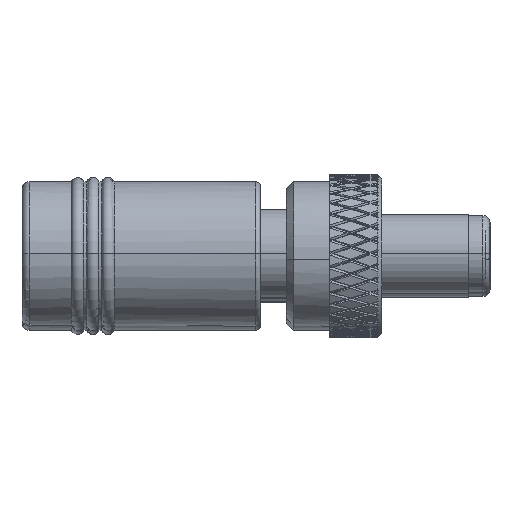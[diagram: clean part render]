
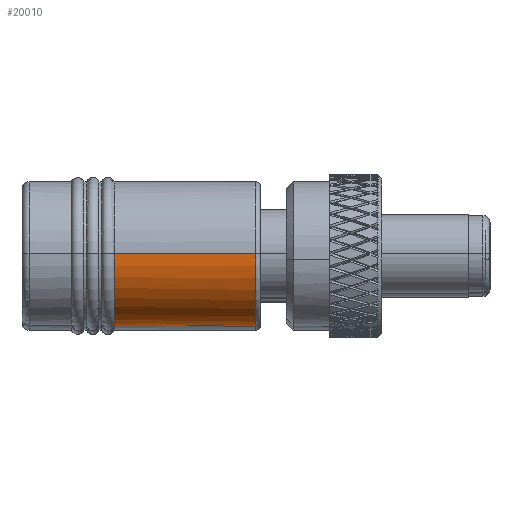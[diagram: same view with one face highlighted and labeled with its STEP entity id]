
A CAD part, top view. The second image highlights one B-rep face of the part: STEP entity #20010.
In plain terms, the highlighted cylindrical face has radius 5 mm (diameter 10 mm), a partial arc.
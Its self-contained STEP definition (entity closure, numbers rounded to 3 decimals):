
#441 = ORIENTED_EDGE ( 'NONE', *, *, #47270, .F. ) ;
#942 = CARTESIAN_POINT ( 'NONE',  ( 6.92, 3.323, 3.747 ) ) ;
#983 = VECTOR ( 'NONE', #27364, 1000. ) ;
#2263 = VERTEX_POINT ( 'NONE', #58600 ) ;
#3071 = DIRECTION ( 'NONE',  ( 1., 0., 0. ) ) ;
#3893 = ORIENTED_EDGE ( 'NONE', *, *, #35347, .T. ) ;
#8835 = VERTEX_POINT ( 'NONE', #45191 ) ;
#10283 = CYLINDRICAL_SURFACE ( 'NONE', #25288, 5. ) ;
#12366 = AXIS2_PLACEMENT_3D ( 'NONE', #40912, #50627, #50420 ) ;
#13707 = DIRECTION ( 'NONE',  ( 1., 0., 0. ) ) ;
#14505 = CARTESIAN_POINT ( 'NONE',  ( 8.372, 1.052, 4.891 ) ) ;
#14711 = CARTESIAN_POINT ( 'NONE',  ( 7.98, 2.045, 4.566 ) ) ;
#16074 = FACE_OUTER_BOUND ( 'NONE', #24780, .T. ) ;
#18116 = CARTESIAN_POINT ( 'NONE',  ( 16.5, 0., 5. ) ) ;
#18932 = ORIENTED_EDGE ( 'NONE', *, *, #26777, .T. ) ;
#19166 = CARTESIAN_POINT ( 'NONE',  ( 8.447, 0.694, 4.955 ) ) ;
#19361 = CARTESIAN_POINT ( 'NONE',  ( 8.323, 1.226, 4.851 ) ) ;
#20010 = ADVANCED_FACE ( 'NONE', ( #16074 ), #10283, .T. ) ;
#20244 = VERTEX_POINT ( 'NONE', #42641 ) ;
#22040 = B_SPLINE_CURVE_WITH_KNOTS ( 'NONE', 3,
 ( #45297, #35363, #44683, #48945, #58982 ),
 .UNSPECIFIED., .F., .F.,
 ( 4, 1, 4 ),
 ( 0.014, 0.014, 0.014 ),
 .UNSPECIFIED. ) ;
#23586 = CARTESIAN_POINT ( 'NONE',  ( 8.474, 0.508, 4.978 ) ) ;
#23780 = CARTESIAN_POINT ( 'NONE',  ( 8.205, 1.566, 4.752 ) ) ;
#24042 = B_SPLINE_CURVE_WITH_KNOTS ( 'NONE', 3,
 ( #33439, #29009, #942, #28423, #37681, #42341, #14711, #47007, #23780, #19361, #14505, #19166, #23586, #42748 ),
 .UNSPECIFIED., .F., .F.,
 ( 4, 2, 2, 2, 2, 2, 4 ),
 ( 0.009, 0.011, 0.012, 0.012, 0.013, 0.013, 0.014 ),
 .UNSPECIFIED. ) ;
#24373 = CARTESIAN_POINT ( 'NONE',  ( 16.2, 0., 0. ) ) ;
#24780 = EDGE_LOOP ( 'NONE', ( #53728, #3893, #50517, #441, #18932, #43855 ) ) ;
#25288 = AXIS2_PLACEMENT_3D ( 'NONE', #39045, #3071, #49545 ) ;
#26777 = EDGE_CURVE ( 'NONE', #8835, #52507, #46440, .T. ) ;
#27364 = DIRECTION ( 'NONE',  ( 1., 0., 0. ) ) ;
#28327 = EDGE_CURVE ( 'NONE', #52507, #2263, #24042, .T. ) ;
#28423 = CARTESIAN_POINT ( 'NONE',  ( 7.396, 2.876, 4.1 ) ) ;
#29009 = CARTESIAN_POINT ( 'NONE',  ( 6.658, 3.517, 3.562 ) ) ;
#30317 = VECTOR ( 'NONE', #13707, 1000. ) ;
#30731 = EDGE_CURVE ( 'NONE', #48490, #58664, #54623, .T. ) ;
#33439 = CARTESIAN_POINT ( 'NONE',  ( 6.374, 3.681, 3.384 ) ) ;
#35347 = EDGE_CURVE ( 'NONE', #20244, #48490, #57351, .T. ) ;
#35363 = CARTESIAN_POINT ( 'NONE',  ( 8.492, 0.268, 4.993 ) ) ;
#36592 = CARTESIAN_POINT ( 'NONE',  ( 6.374, 3.681, 3.384 ) ) ;
#37681 = CARTESIAN_POINT ( 'NONE',  ( 7.615, 2.619, 4.271 ) ) ;
#38858 = DIRECTION ( 'NONE',  ( 0., 0., -1. ) ) ;
#39045 = CARTESIAN_POINT ( 'NONE',  ( 16.5, 0., 0. ) ) ;
#40912 = CARTESIAN_POINT ( 'NONE',  ( 6.374, 0., 0. ) ) ;
#42341 = CARTESIAN_POINT ( 'NONE',  ( 7.894, 2.193, 4.496 ) ) ;
#42641 = CARTESIAN_POINT ( 'NONE',  ( 8.5, 0., 5. ) ) ;
#42748 = CARTESIAN_POINT ( 'NONE',  ( 8.488, 0.322, 4.99 ) ) ;
#42888 = EDGE_CURVE ( 'NONE', #2263, #20244, #22040, .T. ) ;
#43322 = DIRECTION ( 'NONE',  ( -1., 0., 0. ) ) ;
#43855 = ORIENTED_EDGE ( 'NONE', *, *, #28327, .T. ) ;
#44683 = CARTESIAN_POINT ( 'NONE',  ( 8.498, 0.161, 4.998 ) ) ;
#45191 = CARTESIAN_POINT ( 'NONE',  ( 6.374, 0., -5. ) ) ;
#45297 = CARTESIAN_POINT ( 'NONE',  ( 8.488, 0.322, 4.99 ) ) ;
#46440 = CIRCLE ( 'NONE', #12366, 5. ) ;
#47007 = CARTESIAN_POINT ( 'NONE',  ( 8.135, 1.732, 4.694 ) ) ;
#47270 = EDGE_CURVE ( 'NONE', #8835, #58664, #53468, .T. ) ;
#48490 = VERTEX_POINT ( 'NONE', #51561 ) ;
#48945 = CARTESIAN_POINT ( 'NONE',  ( 8.5, 0.054, 5. ) ) ;
#49545 = DIRECTION ( 'NONE',  ( 0., 0., -1. ) ) ;
#50420 = DIRECTION ( 'NONE',  ( 0., 0., -1. ) ) ;
#50450 = CARTESIAN_POINT ( 'NONE',  ( 16.5, 0., -5. ) ) ;
#50517 = ORIENTED_EDGE ( 'NONE', *, *, #30731, .T. ) ;
#50627 = DIRECTION ( 'NONE',  ( 1., 0., 0. ) ) ;
#50867 = AXIS2_PLACEMENT_3D ( 'NONE', #24373, #43322, #38858 ) ;
#51561 = CARTESIAN_POINT ( 'NONE',  ( 16.2, 0., 5. ) ) ;
#52507 = VERTEX_POINT ( 'NONE', #36592 ) ;
#53468 = LINE ( 'NONE', #50450, #30317 ) ;
#53728 = ORIENTED_EDGE ( 'NONE', *, *, #42888, .T. ) ;
#54623 = CIRCLE ( 'NONE', #50867, 5. ) ;
#57351 = LINE ( 'NONE', #18116, #983 ) ;
#58466 = CARTESIAN_POINT ( 'NONE',  ( 16.2, 0., -5. ) ) ;
#58600 = CARTESIAN_POINT ( 'NONE',  ( 8.488, 0.322, 4.99 ) ) ;
#58664 = VERTEX_POINT ( 'NONE', #58466 ) ;
#58982 = CARTESIAN_POINT ( 'NONE',  ( 8.5, 0., 5. ) ) ;
